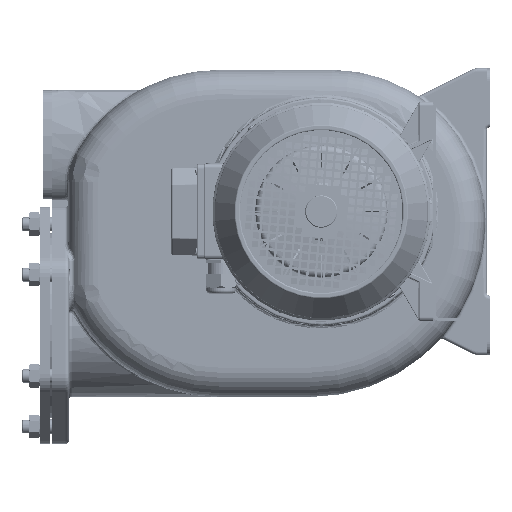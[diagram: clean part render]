
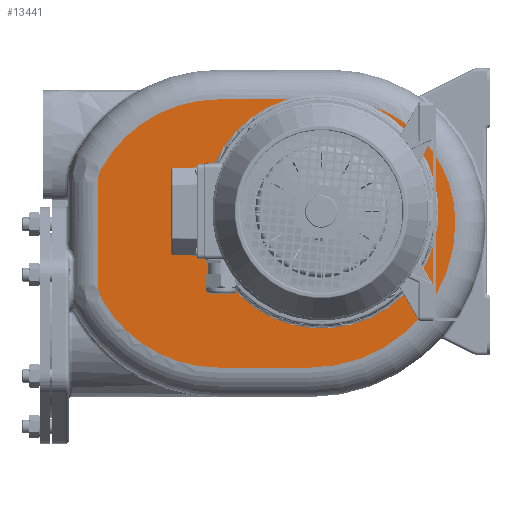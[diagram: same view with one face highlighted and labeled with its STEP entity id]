
A CAD part, left-side view. The second image highlights one B-rep face of the part: STEP entity #13441.
In plain terms, the highlighted planar face has unit normal (-1, 0, 0).
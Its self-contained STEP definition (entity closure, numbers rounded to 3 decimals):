
#4841=CARTESIAN_POINT('',(10.,-13.,13.));
#4842=DIRECTION('',(-1.,0.,0.));
#4843=DIRECTION('',(0.,0.,1.));
#4844=AXIS2_PLACEMENT_3D('',#4841,#4842,#4843);
#4849=CARTESIAN_POINT('',(10.,-13.,-13.));
#4850=DIRECTION('',(-1.,0.,0.));
#4851=DIRECTION('',(0.,-1.,0.));
#4852=AXIS2_PLACEMENT_3D('',#4849,#4850,#4851);
#4857=DIRECTION('',(0.,0.,1.));
#4858=VECTOR('',#4857,108.829);
#4859=CARTESIAN_POINT('',(10.,-185.,-121.829));
#4860=LINE('',#4859,#4858);
#4864=CARTESIAN_POINT('',(10.,-26.,-121.829));
#4865=DIRECTION('',(-1.,0.,0.));
#4866=DIRECTION('',(0.,-0.489,-0.872));
#4867=AXIS2_PLACEMENT_3D('',#4864,#4865,#4866);
#4872=CARTESIAN_POINT('',(10.,-86.622,-230.));
#4873=DIRECTION('',(-1.,0.,0.));
#4874=DIRECTION('',(0.,0.,-1.));
#4875=AXIS2_PLACEMENT_3D('',#4872,#4873,#4874);
#4880=DIRECTION('',(0.,-1.,0.));
#4881=VECTOR('',#4880,121.244);
#4882=CARTESIAN_POINT('',(10.,34.622,-265.));
#4883=LINE('',#4882,#4881);
#4887=CARTESIAN_POINT('',(10.,34.622,-230.));
#4888=DIRECTION('',(-1.,0.,0.));
#4889=DIRECTION('',(0.,0.489,-0.872));
#4890=AXIS2_PLACEMENT_3D('',#4887,#4888,#4889);
#4895=CARTESIAN_POINT('',(10.,-26.,-121.829));
#4896=DIRECTION('',(-1.,0.,0.));
#4897=DIRECTION('',(0.,1.,0.));
#4898=AXIS2_PLACEMENT_3D('',#4895,#4896,#4897);
#4903=DIRECTION('',(0.,0.,-1.));
#4904=VECTOR('',#4903,81.431);
#4905=CARTESIAN_POINT('',(10.,133.,-40.398));
#4906=LINE('',#4905,#4904);
#4910=CARTESIAN_POINT('',(10.,0.,0.));
#4911=DIRECTION('',(1.,0.,0.));
#4912=DIRECTION('',(0.,0.898,0.44));
#4913=AXIS2_PLACEMENT_3D('',#4910,#4911,#4912);
#4984=CARTESIAN_POINT('',(10.,133.,-40.398));
#5013=CARTESIAN_POINT('',(10.,124.844,61.114));
#7074=CARTESIAN_POINT('',(10.,51.733,-260.532));
#7075=CARTESIAN_POINT('',(10.,34.622,-265.));
#7076=VERTEX_POINT('',#7074);
#7077=VERTEX_POINT('',#7075);
#7082=CARTESIAN_POINT('',(10.,-86.622,-265.));
#7083=VERTEX_POINT('',#7082);
#7084=CARTESIAN_POINT('',(10.,-103.733,-260.532));
#7085=VERTEX_POINT('',#7084);
#7086=CARTESIAN_POINT('',(10.,-185.,-121.829));
#7087=VERTEX_POINT('',#7086);
#7088=CARTESIAN_POINT('',(10.,-185.,-13.));
#7089=VERTEX_POINT('',#7088);
#7092=CARTESIAN_POINT('',(10.,-13.,159.));
#7093=VERTEX_POINT('',#7092);
#7096=CARTESIAN_POINT('',(10.,133.,-121.829));
#7097=VERTEX_POINT('',#7096);
#7458=VERTEX_POINT('',#5013);
#7463=VERTEX_POINT('',#4984);
#13416=CARTESIAN_POINT('',(10.,0.,0.));
#13417=DIRECTION('',(1.,0.,0.));
#13418=DIRECTION('',(0.,1.,0.));
#13419=AXIS2_PLACEMENT_3D('',#13416,#13417,#13418);
#13420=PLANE('',#13419);
#13422=ORIENTED_EDGE('',*,*,#13421,.F.);
#13424=ORIENTED_EDGE('',*,*,#13423,.F.);
#13426=ORIENTED_EDGE('',*,*,#13425,.F.);
#13428=ORIENTED_EDGE('',*,*,#13427,.F.);
#13430=ORIENTED_EDGE('',*,*,#13429,.F.);
#13431=ORIENTED_EDGE('',*,*,#13407,.F.);
#13432=ORIENTED_EDGE('',*,*,#12844,.F.);
#13434=ORIENTED_EDGE('',*,*,#13433,.F.);
#13436=ORIENTED_EDGE('',*,*,#13435,.F.);
#13438=ORIENTED_EDGE('',*,*,#13437,.F.);
#13439=EDGE_LOOP('',(#13422,#13424,#13426,#13428,#13430,#13431,#13432,#13434,
#13436,#13438));
#13440=FACE_OUTER_BOUND('',#13439,.F.);
#4845=CIRCLE('',#4844,146.);
#4853=CIRCLE('',#4852,172.);
#4868=CIRCLE('',#4867,159.);
#4876=CIRCLE('',#4875,35.);
#4891=CIRCLE('',#4890,35.);
#4899=CIRCLE('',#4898,159.);
#4914=CIRCLE('',#4913,139.);
#12844=EDGE_CURVE('',#7077,#7083,#4883,.T.);
#13407=EDGE_CURVE('',#7083,#7085,#4876,.T.);
#13421=EDGE_CURVE('',#7458,#7463,#4914,.T.);
#13423=EDGE_CURVE('',#7093,#7458,#4845,.T.);
#13425=EDGE_CURVE('',#7089,#7093,#4853,.T.);
#13427=EDGE_CURVE('',#7087,#7089,#4860,.T.);
#13429=EDGE_CURVE('',#7085,#7087,#4868,.T.);
#13433=EDGE_CURVE('',#7076,#7077,#4891,.T.);
#13435=EDGE_CURVE('',#7097,#7076,#4899,.T.);
#13437=EDGE_CURVE('',#7463,#7097,#4906,.T.);
#13441=ADVANCED_FACE('',(#13440),#13420,.F.);
